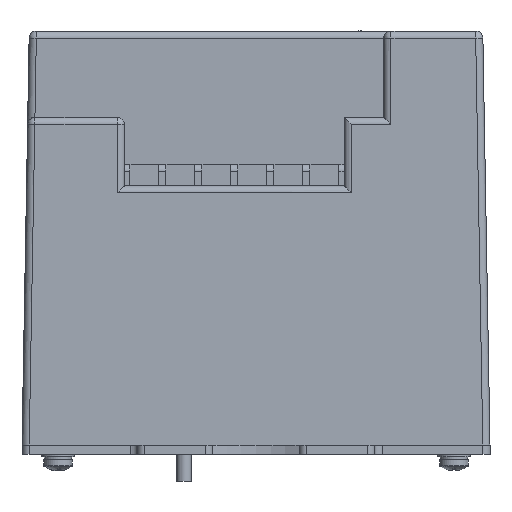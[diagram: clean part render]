
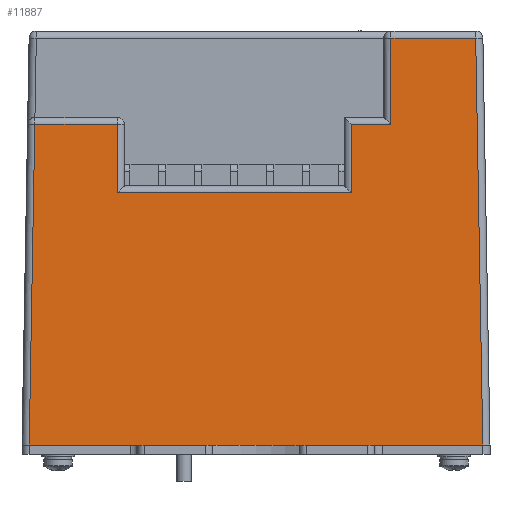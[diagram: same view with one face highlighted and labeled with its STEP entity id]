
A CAD part, front view. The second image highlights one B-rep face of the part: STEP entity #11887.
In plain terms, the highlighted planar face has unit normal (0, -1, 0.018).
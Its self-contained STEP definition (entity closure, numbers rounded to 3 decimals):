
#67 = VECTOR ( 'NONE', #4121, 1000. ) ;
#366 = VERTEX_POINT ( 'NONE', #12266 ) ;
#369 = LINE ( 'NONE', #925, #22492 ) ;
#925 = CARTESIAN_POINT ( 'NONE',  ( -62.961, -88.211, 2.233 ) ) ;
#1431 = LINE ( 'NONE', #3514, #22299 ) ;
#1529 = DIRECTION ( 'NONE',  ( -0.017, 0.017, 1. ) ) ;
#1662 = CARTESIAN_POINT ( 'NONE',  ( 65., -88.25, 0. ) ) ;
#2294 = VERTEX_POINT ( 'NONE', #19696 ) ;
#2488 = EDGE_CURVE ( 'NONE', #5736, #5193, #2605, .T. ) ;
#2605 = LINE ( 'NONE', #21189, #26590 ) ;
#3371 = VECTOR ( 'NONE', #20039, 1000. ) ;
#3514 = CARTESIAN_POINT ( 'NONE',  ( 65., -88.25, 0. ) ) ;
#3602 = CARTESIAN_POINT ( 'NONE',  ( 63.001, -88.251, -0.035 ) ) ;
#3933 = VERTEX_POINT ( 'NONE', #19193 ) ;
#3987 = PLANE ( 'NONE',  #6516 ) ;
#4121 = DIRECTION ( 'NONE',  ( 0., -0.017, -1. ) ) ;
#5193 = VERTEX_POINT ( 'NONE', #24985 ) ;
#5736 = VERTEX_POINT ( 'NONE', #7587 ) ;
#6247 = EDGE_LOOP ( 'NONE', ( #18193, #12070, #15272, #7035, #12798, #7042, #24659, #27191, #9902, #23966 ) ) ;
#6516 = AXIS2_PLACEMENT_3D ( 'NONE', #1662, #23462, #8591 ) ;
#6517 = VERTEX_POINT ( 'NONE', #21066 ) ;
#6548 = EDGE_CURVE ( 'NONE', #18659, #7919, #23031, .T. ) ;
#6741 = VERTEX_POINT ( 'NONE', #7193 ) ;
#7035 = ORIENTED_EDGE ( 'NONE', *, *, #12775, .T. ) ;
#7042 = ORIENTED_EDGE ( 'NONE', *, *, #6548, .T. ) ;
#7098 = EDGE_CURVE ( 'NONE', #6741, #366, #1431, .T. ) ;
#7193 = CARTESIAN_POINT ( 'NONE',  ( -63., -88.25, 0. ) ) ;
#7436 = VECTOR ( 'NONE', #1529, 1000. ) ;
#7491 = LINE ( 'NONE', #9713, #11507 ) ;
#7587 = CARTESIAN_POINT ( 'NONE',  ( -38.507, -86.696, 89.035 ) ) ;
#7919 = VERTEX_POINT ( 'NONE', #27324 ) ;
#8437 = CARTESIAN_POINT ( 'NONE',  ( 37.493, -88.25, 0. ) ) ;
#8453 = DIRECTION ( 'NONE',  ( -1., 0., 0. ) ) ;
#8591 = DIRECTION ( 'NONE',  ( 0., -0.017, -1. ) ) ;
#8721 = VECTOR ( 'NONE', #8453, 1000. ) ;
#8748 = EDGE_CURVE ( 'NONE', #6517, #3933, #7491, .T. ) ;
#9713 = CARTESIAN_POINT ( 'NONE',  ( 65., -87.028, 70.035 ) ) ;
#9902 = ORIENTED_EDGE ( 'NONE', *, *, #8748, .T. ) ;
#11507 = VECTOR ( 'NONE', #11671, 1000. ) ;
#11585 = CARTESIAN_POINT ( 'NONE',  ( -38.507, -88.25, 0. ) ) ;
#11671 = DIRECTION ( 'NONE',  ( -1., 0., 0. ) ) ;
#11887 = ADVANCED_FACE ( 'NONE', ( #12086 ), #3987, .T. ) ;
#12070 = ORIENTED_EDGE ( 'NONE', *, *, #26864, .T. ) ;
#12086 = FACE_OUTER_BOUND ( 'NONE', #6247, .T. ) ;
#12090 = LINE ( 'NONE', #3602, #7436 ) ;
#12266 = CARTESIAN_POINT ( 'NONE',  ( 63., -88.25, 0. ) ) ;
#12775 = EDGE_CURVE ( 'NONE', #366, #12936, #12090, .T. ) ;
#12798 = ORIENTED_EDGE ( 'NONE', *, *, #13776, .T. ) ;
#12859 = CARTESIAN_POINT ( 'NONE',  ( 26.493, -88.25, 0. ) ) ;
#12936 = VERTEX_POINT ( 'NONE', #21939 ) ;
#13589 = DIRECTION ( 'NONE',  ( 1., 0., 0. ) ) ;
#13776 = EDGE_CURVE ( 'NONE', #12936, #18659, #16172, .T. ) ;
#14433 = CARTESIAN_POINT ( 'NONE',  ( 24.493, -86.696, 89.035 ) ) ;
#15272 = ORIENTED_EDGE ( 'NONE', *, *, #7098, .T. ) ;
#15760 = VECTOR ( 'NONE', #23952, 1000. ) ;
#15773 = EDGE_CURVE ( 'NONE', #2294, #6517, #21870, .T. ) ;
#16172 = LINE ( 'NONE', #25041, #24302 ) ;
#17201 = LINE ( 'NONE', #14433, #8721 ) ;
#18193 = ORIENTED_EDGE ( 'NONE', *, *, #2488, .T. ) ;
#18659 = VERTEX_POINT ( 'NONE', #22727 ) ;
#19193 = CARTESIAN_POINT ( 'NONE',  ( -38.507, -87.028, 70.035 ) ) ;
#19696 = CARTESIAN_POINT ( 'NONE',  ( 26.493, -86.696, 89.035 ) ) ;
#20039 = DIRECTION ( 'NONE',  ( 0., 0.017, 1. ) ) ;
#21066 = CARTESIAN_POINT ( 'NONE',  ( 26.493, -87.028, 70.035 ) ) ;
#21189 = CARTESIAN_POINT ( 'NONE',  ( -63.412, -86.696, 89.035 ) ) ;
#21870 = LINE ( 'NONE', #12859, #15760 ) ;
#21939 = CARTESIAN_POINT ( 'NONE',  ( 61.027, -86.277, 113.035 ) ) ;
#22049 = DIRECTION ( 'NONE',  ( -0.017, -0.017, -1. ) ) ;
#22299 = VECTOR ( 'NONE', #13589, 1000. ) ;
#22492 = VECTOR ( 'NONE', #22049, 1000. ) ;
#22576 = DIRECTION ( 'NONE',  ( -1., 0., 0. ) ) ;
#22727 = CARTESIAN_POINT ( 'NONE',  ( 37.493, -86.277, 113.035 ) ) ;
#22800 = LINE ( 'NONE', #11585, #3371 ) ;
#23031 = LINE ( 'NONE', #8437, #67 ) ;
#23462 = DIRECTION ( 'NONE',  ( 0., -1., 0.017 ) ) ;
#23952 = DIRECTION ( 'NONE',  ( 0., -0.017, -1. ) ) ;
#23966 = ORIENTED_EDGE ( 'NONE', *, *, #25242, .T. ) ;
#24302 = VECTOR ( 'NONE', #22576, 1000. ) ;
#24659 = ORIENTED_EDGE ( 'NONE', *, *, #25534, .T. ) ;
#24985 = CARTESIAN_POINT ( 'NONE',  ( -61.446, -86.696, 89.035 ) ) ;
#25041 = CARTESIAN_POINT ( 'NONE',  ( 35.493, -86.277, 113.035 ) ) ;
#25242 = EDGE_CURVE ( 'NONE', #3933, #5736, #22800, .T. ) ;
#25534 = EDGE_CURVE ( 'NONE', #7919, #2294, #17201, .T. ) ;
#26590 = VECTOR ( 'NONE', #27445, 1000. ) ;
#26864 = EDGE_CURVE ( 'NONE', #5193, #6741, #369, .T. ) ;
#27191 = ORIENTED_EDGE ( 'NONE', *, *, #15773, .T. ) ;
#27324 = CARTESIAN_POINT ( 'NONE',  ( 37.493, -86.696, 89.035 ) ) ;
#27445 = DIRECTION ( 'NONE',  ( -1., 0., 0. ) ) ;
